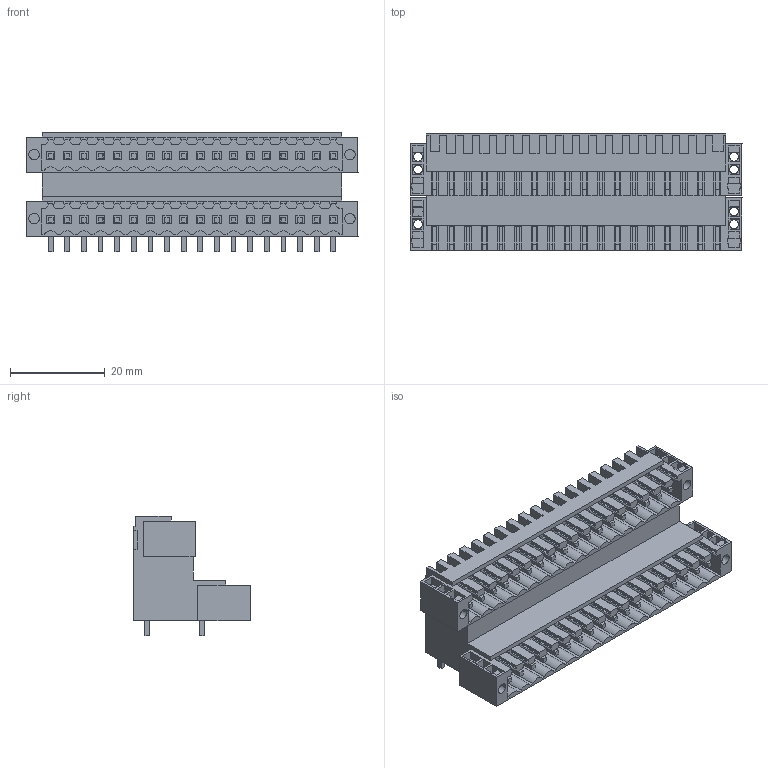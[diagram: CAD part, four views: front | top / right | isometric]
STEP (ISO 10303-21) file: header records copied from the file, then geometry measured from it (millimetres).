
FILE_DESCRIPTION(('CATIA V5 STEP Exchange','CAx-IF Rec.Pracs.--- Model Styling and Organization---1.4--- 2014-01-23'),'2;1');
FILE_NAME ('D1454193_2_1642450000_1642450000.stp','2022-07-28T10:56:19+00:00',('none'),('Weidmueller'),'CATIA Version 5-6 Release 2016 SP3 HF44','CATIA V5 STEP AP214','none');
FILE_SCHEMA(('AUTOMOTIVE_DESIGN { 1 0 10303 214 1 1 1 1 }'));
Products named in the file (1): 1642450000
Bounding box: 69.9 x 24.55 x 25.2 mm (x, y, z)
Volume: 15118.6 mm3; surface area: 19408.2 mm2
Topology: 37 solids, 37 shells, 2089 faces, 5715 edges, 3761 vertices
Faces by surface type: plane 1874, cylinder 215
Entity records: 59187 total; most frequent: ORIENTED_EDGE 11374, CARTESIAN_POINT 11166, DIRECTION 7375, EDGE_CURVE 5687, VECTOR 5244, LINE 5244, VERTEX_POINT 3747, EDGE_LOOP 2272
